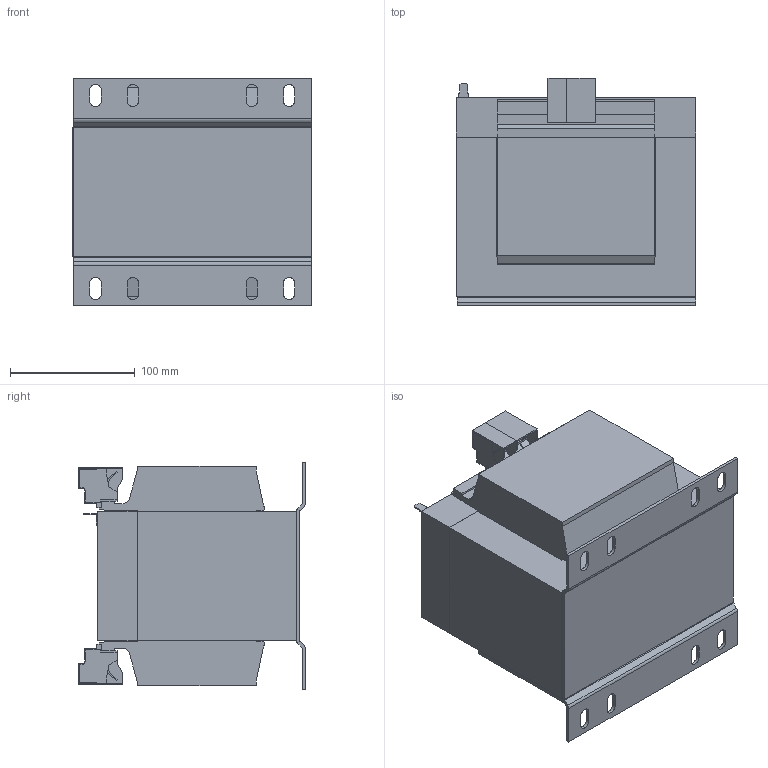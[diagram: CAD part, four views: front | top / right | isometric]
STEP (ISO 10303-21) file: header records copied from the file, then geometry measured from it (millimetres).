
FILE_DESCRIPTION (( 'STEP AP214' ), '1' );
FILE_NAME ('762380.STEP', '2023-08-22T12:15:46', ( '' ), ( '' ), 'SwSTEP 2.0', 'SolidWorks 2018', '' );
FILE_SCHEMA (( 'AUTOMOTIVE_DESIGN' ));
Length unit declared in the file: millimetre
Products named in the file (1): 762380
Bounding box: 192 x 182.62 x 183 mm (x, y, z)
Volume: 4279799.5 mm3; surface area: 299953.7 mm2
Topology: 1 solids, 1 shells, 422 faces, 1235 edges, 816 vertices
Faces by surface type: plane 354, cylinder 68
Entity records: 13889 total; most frequent: CARTESIAN_POINT 2474, ORIENTED_EDGE 2470, DIRECTION 2217, EDGE_CURVE 1235, VECTOR 1099, LINE 1099, VERTEX_POINT 816, AXIS2_PLACEMENT_3D 559
